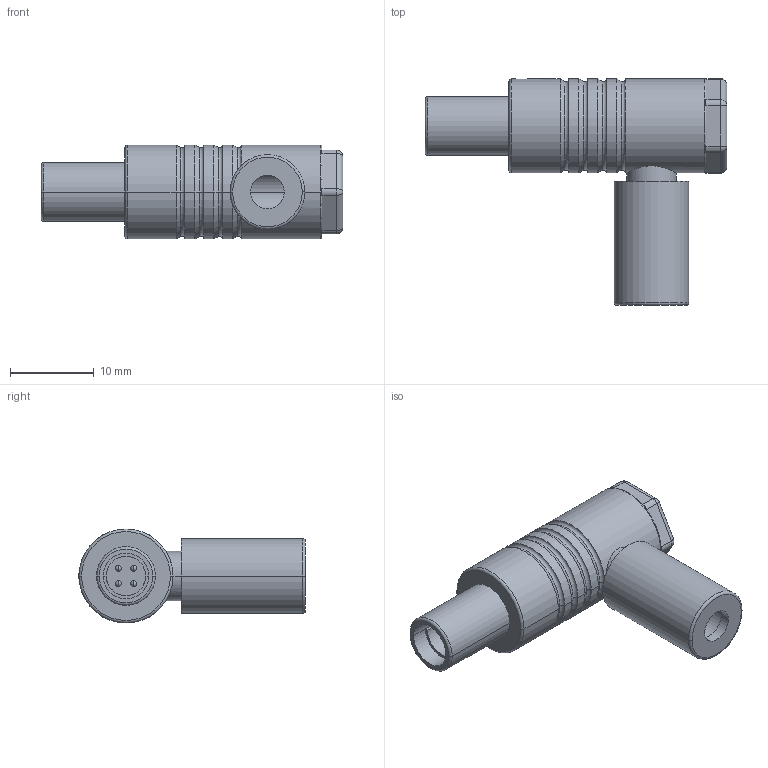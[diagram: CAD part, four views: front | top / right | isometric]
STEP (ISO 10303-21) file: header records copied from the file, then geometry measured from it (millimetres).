
FILE_DESCRIPTION((''),'2;1');
FILE_NAME('W30F1C-P04M','2021-01-22T09:08:55',('RTrager'),(''),'CREO PARAMETRIC BY PTC INC, 2018300','CREO PARAMETRIC BY PTC INC, 2018300','');
FILE_SCHEMA(('AP242_MANAGED_MODEL_BASED_3D_ENGINEERING_MIM_LF { 1 0 10303 442 1 1 4 }'));
Length unit declared in the file: millimetre
Products named in the file (1): W30F1C-P04M
Bounding box: 36 x 27.05 x 11.2 mm (x, y, z)
Volume: 3040.7 mm3; surface area: 2704.2 mm2
Topology: 1 solids, 1 shells, 156 faces, 358 edges, 210 vertices
Faces by surface type: cylinder 75, plane 39, torus 20, sphere 14, cone 8
Entity records: 6519 total; most frequent: CARTESIAN_POINT 1047, DIRECTION 824, ORIENTED_EDGE 700, PRESENTATION_STYLE_ASSIGNMENT 415, STYLED_ITEM 354, CURVE_STYLE 350, EDGE_CURVE 350, AXIS2_PLACEMENT_3D 346
